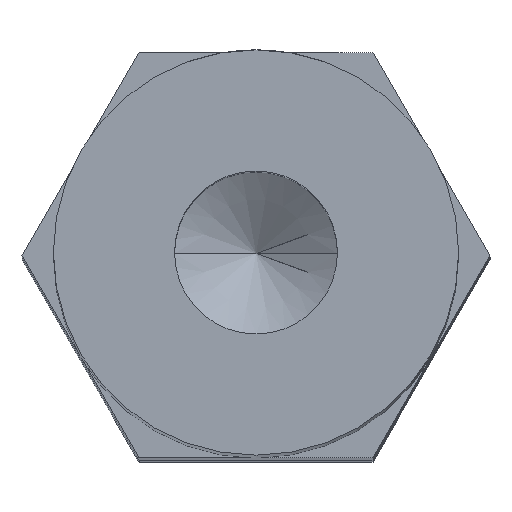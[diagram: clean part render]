
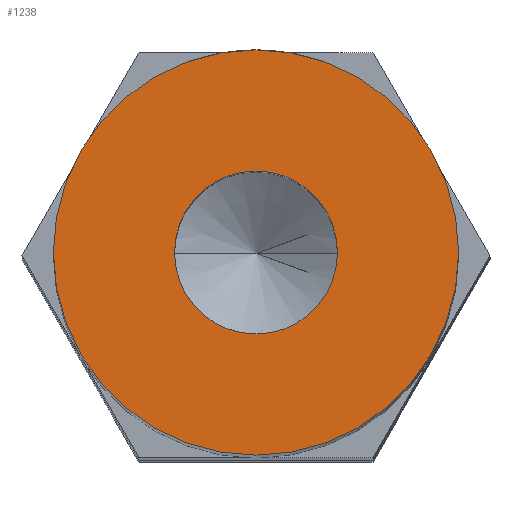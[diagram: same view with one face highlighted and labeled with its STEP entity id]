
A CAD part, top view. The second image highlights one B-rep face of the part: STEP entity #1238.
In plain terms, the highlighted planar face has unit normal (0, 0, 1).
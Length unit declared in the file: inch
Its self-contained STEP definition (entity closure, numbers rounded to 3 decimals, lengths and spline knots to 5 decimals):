
#39 = EDGE_CURVE ( 'NONE', #1203, #1130, #121, .T. ) ;
#76 = EDGE_CURVE ( 'NONE', #1130, #1203, #747, .T. ) ;
#121 = CIRCLE ( 'NONE', #242, 0.1005 ) ;
#131 = DIRECTION ( 'NONE',  ( 1., 0., 0. ) ) ;
#176 = EDGE_CURVE ( 'NONE', #643, #506, #383, .T. ) ;
#219 = AXIS2_PLACEMENT_3D ( 'NONE', #659, #344, #780 ) ;
#233 = CARTESIAN_POINT ( 'NONE',  ( 0.25, 0., 5.1881 ) ) ;
#242 = AXIS2_PLACEMENT_3D ( 'NONE', #1072, #963, #131 ) ;
#270 = ORIENTED_EDGE ( 'NONE', *, *, #1118, .T. ) ;
#299 = CARTESIAN_POINT ( 'NONE',  ( -0.1005, 0., 5.1881 ) ) ;
#325 = CIRCLE ( 'NONE', #718, 0.25 ) ;
#344 = DIRECTION ( 'NONE',  ( 0., 0., 1. ) ) ;
#383 = CIRCLE ( 'NONE', #797, 0.25 ) ;
#394 = DIRECTION ( 'NONE',  ( 0., 0., 1. ) ) ;
#397 = EDGE_LOOP ( 'NONE', ( #897, #1307 ) ) ;
#506 = VERTEX_POINT ( 'NONE', #233 ) ;
#568 = AXIS2_PLACEMENT_3D ( 'NONE', #1321, #1000, #682 ) ;
#581 = CARTESIAN_POINT ( 'NONE',  ( 0., 0., 5.1881 ) ) ;
#604 = EDGE_LOOP ( 'NONE', ( #270, #914 ) ) ;
#643 = VERTEX_POINT ( 'NONE', #860 ) ;
#659 = CARTESIAN_POINT ( 'NONE',  ( 0., 0., 5.1881 ) ) ;
#682 = DIRECTION ( 'NONE',  ( 1., 0., 0. ) ) ;
#718 = AXIS2_PLACEMENT_3D ( 'NONE', #1153, #394, #1364 ) ;
#747 = CIRCLE ( 'NONE', #219, 0.1005 ) ;
#755 = FACE_BOUND ( 'NONE', #397, .T. ) ;
#780 = DIRECTION ( 'NONE',  ( 1., 0., 0. ) ) ;
#797 = AXIS2_PLACEMENT_3D ( 'NONE', #581, #1004, #1015 ) ;
#860 = CARTESIAN_POINT ( 'NONE',  ( -0.25, 0., 5.1881 ) ) ;
#878 = CARTESIAN_POINT ( 'NONE',  ( 0.1005, 0., 5.1881 ) ) ;
#897 = ORIENTED_EDGE ( 'NONE', *, *, #39, .F. ) ;
#914 = ORIENTED_EDGE ( 'NONE', *, *, #176, .T. ) ;
#963 = DIRECTION ( 'NONE',  ( 0., 0., 1. ) ) ;
#1000 = DIRECTION ( 'NONE',  ( 0., 0., 1. ) ) ;
#1004 = DIRECTION ( 'NONE',  ( 0., 0., 1. ) ) ;
#1015 = DIRECTION ( 'NONE',  ( 1., 0., 0. ) ) ;
#1072 = CARTESIAN_POINT ( 'NONE',  ( 0., 0., 5.1881 ) ) ;
#1118 = EDGE_CURVE ( 'NONE', #506, #643, #325, .T. ) ;
#1130 = VERTEX_POINT ( 'NONE', #299 ) ;
#1153 = CARTESIAN_POINT ( 'NONE',  ( 0., 0., 5.1881 ) ) ;
#1203 = VERTEX_POINT ( 'NONE', #878 ) ;
#1238 = ADVANCED_FACE ( 'NONE', ( #755, #1351 ), #1333, .T. ) ;
#1307 = ORIENTED_EDGE ( 'NONE', *, *, #76, .F. ) ;
#1321 = CARTESIAN_POINT ( 'NONE',  ( 0., 0., 5.1881 ) ) ;
#1333 = PLANE ( 'NONE',  #568 ) ;
#1351 = FACE_OUTER_BOUND ( 'NONE', #604, .T. ) ;
#1364 = DIRECTION ( 'NONE',  ( 1., 0., 0. ) ) ;
